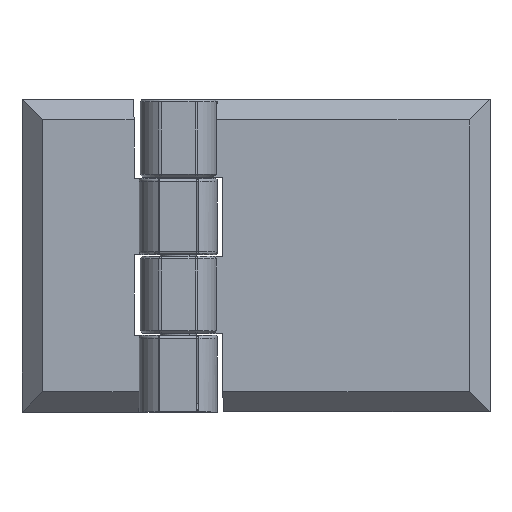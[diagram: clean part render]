
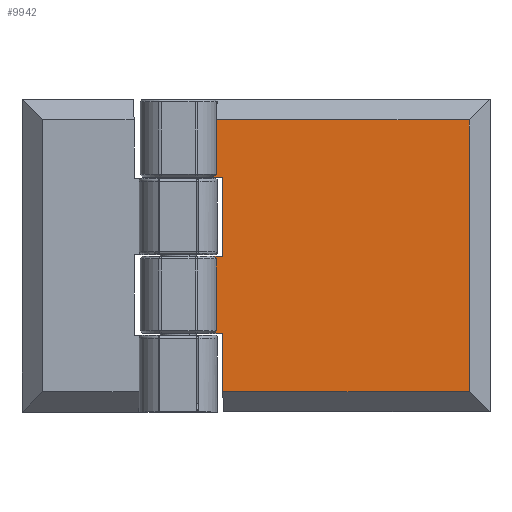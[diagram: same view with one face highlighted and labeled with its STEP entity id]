
A CAD part, top view. The second image highlights one B-rep face of the part: STEP entity #9942.
In plain terms, the highlighted planar face has unit normal (0, 0, 1).
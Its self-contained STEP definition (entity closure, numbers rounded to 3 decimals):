
#437 = CARTESIAN_POINT ( 'NONE',  ( 36.25, -0.1, 3.999 ) ) ;
#448 = ORIENTED_EDGE ( 'NONE', *, *, #6701, .T. ) ;
#471 = VECTOR ( 'NONE', #3064, 1000. ) ;
#499 = VERTEX_POINT ( 'NONE', #8014 ) ;
#952 = VERTEX_POINT ( 'NONE', #14298 ) ;
#984 = ORIENTED_EDGE ( 'NONE', *, *, #18552, .T. ) ;
#1285 = LINE ( 'NONE', #3304, #13293 ) ;
#1517 = EDGE_CURVE ( 'NONE', #8374, #499, #14870, .T. ) ;
#1558 = CARTESIAN_POINT ( 'NONE',  ( 24.481, -41.451, 3.999 ) ) ;
#1578 = VECTOR ( 'NONE', #12138, 1000. ) ;
#1630 = VERTEX_POINT ( 'NONE', #10906 ) ;
#1828 = CARTESIAN_POINT ( 'NONE',  ( -15.179, 15.15, 3.999 ) ) ;
#2063 = CARTESIAN_POINT ( 'NONE',  ( 32.25, -26.135, 3.999 ) ) ;
#2338 = LINE ( 'NONE', #16581, #17431 ) ;
#2907 = CARTESIAN_POINT ( 'NONE',  ( -16.896, 15.15, 3.999 ) ) ;
#2920 = ORIENTED_EDGE ( 'NONE', *, *, #8412, .T. ) ;
#2997 = ORIENTED_EDGE ( 'NONE', *, *, #19344, .T. ) ;
#3064 = DIRECTION ( 'NONE',  ( 0., -1., 0. ) ) ;
#3072 = DIRECTION ( 'NONE',  ( 1., 0., 0. ) ) ;
#3181 = CARTESIAN_POINT ( 'NONE',  ( 36.25, -29.675, 3.999 ) ) ;
#3304 = CARTESIAN_POINT ( 'NONE',  ( -16.396, -29.675, 3.999 ) ) ;
#3409 = ORIENTED_EDGE ( 'NONE', *, *, #6444, .F. ) ;
#3507 = LINE ( 'NONE', #437, #4579 ) ;
#3561 = EDGE_CURVE ( 'NONE', #20541, #19991, #13289, .T. ) ;
#3848 = VERTEX_POINT ( 'NONE', #17698 ) ;
#4524 = LINE ( 'NONE', #1558, #19561 ) ;
#4579 = VECTOR ( 'NONE', #15087, 1000. ) ;
#4607 = VECTOR ( 'NONE', #11101, 1000. ) ;
#4699 = ORIENTED_EDGE ( 'NONE', *, *, #1517, .T. ) ;
#4825 = EDGE_CURVE ( 'NONE', #20893, #20057, #3507, .T. ) ;
#4867 = CARTESIAN_POINT ( 'NONE',  ( 32.25, 26.135, 3.999 ) ) ;
#5510 = CARTESIAN_POINT ( 'NONE',  ( 36.25, -14.95, 3.999 ) ) ;
#5647 = LINE ( 'NONE', #5956, #1578 ) ;
#5898 = CARTESIAN_POINT ( 'NONE',  ( -12.719, 19.324, 3.999 ) ) ;
#5956 = CARTESIAN_POINT ( 'NONE',  ( 36.25, 26.135, 3.999 ) ) ;
#6252 = LINE ( 'NONE', #11451, #471 ) ;
#6444 = EDGE_CURVE ( 'NONE', #8374, #19450, #20054, .T. ) ;
#6701 = EDGE_CURVE ( 'NONE', #3848, #14336, #20443, .T. ) ;
#6849 = VECTOR ( 'NONE', #15085, 1000. ) ;
#6870 = CARTESIAN_POINT ( 'NONE',  ( -15.179, -0.1, 3.999 ) ) ;
#6957 = EDGE_CURVE ( 'NONE', #499, #20541, #16322, .T. ) ;
#7895 = LINE ( 'NONE', #9591, #14133 ) ;
#8014 = CARTESIAN_POINT ( 'NONE',  ( -15.179, -26.135, 3.999 ) ) ;
#8044 = DIRECTION ( 'NONE',  ( 0.707, -0.707, 0. ) ) ;
#8279 = ORIENTED_EDGE ( 'NONE', *, *, #6957, .T. ) ;
#8374 = VERTEX_POINT ( 'NONE', #10746 ) ;
#8412 = EDGE_CURVE ( 'NONE', #952, #3848, #11174, .T. ) ;
#8935 = CARTESIAN_POINT ( 'NONE',  ( -16.896, -14.95, 3.999 ) ) ;
#9021 = DIRECTION ( 'NONE',  ( -1., 0., 0. ) ) ;
#9373 = CARTESIAN_POINT ( 'NONE',  ( -16.396, -29.675, 3.999 ) ) ;
#9377 = CARTESIAN_POINT ( 'NONE',  ( -16.396, -0.6, 3.999 ) ) ;
#9462 = VERTEX_POINT ( 'NONE', #9377 ) ;
#9591 = CARTESIAN_POINT ( 'NONE',  ( 36.25, 15.15, 3.999 ) ) ;
#9658 = DIRECTION ( 'NONE',  ( 0., 0., -1. ) ) ;
#9938 = DIRECTION ( 'NONE',  ( 1., 0., 0. ) ) ;
#9942 = ADVANCED_FACE ( 'NONE', ( #14751 ), #12750, .F. ) ;
#10746 = CARTESIAN_POINT ( 'NONE',  ( -15.179, -14.95, 3.999 ) ) ;
#10818 = ORIENTED_EDGE ( 'NONE', *, *, #11381, .T. ) ;
#10906 = CARTESIAN_POINT ( 'NONE',  ( -16.396, -14.45, 3.999 ) ) ;
#11101 = DIRECTION ( 'NONE',  ( -0.707, -0.707, 0. ) ) ;
#11147 = VECTOR ( 'NONE', #12677, 1000. ) ;
#11174 = LINE ( 'NONE', #9373, #11147 ) ;
#11381 = EDGE_CURVE ( 'NONE', #20893, #9462, #4524, .T. ) ;
#11451 = CARTESIAN_POINT ( 'NONE',  ( -15.179, -29.675, 3.999 ) ) ;
#11533 = CARTESIAN_POINT ( 'NONE',  ( 36.25, -26.135, 3.999 ) ) ;
#11986 = CARTESIAN_POINT ( 'NONE',  ( -15.179, -29.675, 3.999 ) ) ;
#12138 = DIRECTION ( 'NONE',  ( -1., 0., 0. ) ) ;
#12156 = ORIENTED_EDGE ( 'NONE', *, *, #20825, .T. ) ;
#12677 = DIRECTION ( 'NONE',  ( 0., -1., 0. ) ) ;
#12750 = PLANE ( 'NONE',  #14523 ) ;
#13224 = ORIENTED_EDGE ( 'NONE', *, *, #3561, .T. ) ;
#13289 = LINE ( 'NONE', #18161, #14494 ) ;
#13293 = VECTOR ( 'NONE', #20707, 1000. ) ;
#13771 = EDGE_LOOP ( 'NONE', ( #17491, #10818, #12156, #16347, #3409, #4699, #8279, #13224, #984, #2920, #448, #2997, #16806 ) ) ;
#14133 = VECTOR ( 'NONE', #19144, 1000. ) ;
#14298 = CARTESIAN_POINT ( 'NONE',  ( -16.396, 26.135, 3.999 ) ) ;
#14336 = VERTEX_POINT ( 'NONE', #2907 ) ;
#14494 = VECTOR ( 'NONE', #19537, 1000. ) ;
#14523 = AXIS2_PLACEMENT_3D ( 'NONE', #3181, #9658, #3072 ) ;
#14534 = VECTOR ( 'NONE', #9938, 1000. ) ;
#14751 = FACE_OUTER_BOUND ( 'NONE', #13771, .T. ) ;
#14870 = LINE ( 'NONE', #11986, #6849 ) ;
#15005 = EDGE_CURVE ( 'NONE', #1630, #19450, #2338, .T. ) ;
#15085 = DIRECTION ( 'NONE',  ( 0., -1., 0. ) ) ;
#15087 = DIRECTION ( 'NONE',  ( 1., 0., 0. ) ) ;
#15811 = VECTOR ( 'NONE', #9021, 1000. ) ;
#16191 = EDGE_CURVE ( 'NONE', #17110, #20057, #6252, .T. ) ;
#16322 = LINE ( 'NONE', #11533, #14534 ) ;
#16347 = ORIENTED_EDGE ( 'NONE', *, *, #15005, .T. ) ;
#16581 = CARTESIAN_POINT ( 'NONE',  ( 2.331, 4.265, 3.999 ) ) ;
#16806 = ORIENTED_EDGE ( 'NONE', *, *, #16191, .T. ) ;
#17110 = VERTEX_POINT ( 'NONE', #1828 ) ;
#17431 = VECTOR ( 'NONE', #18594, 1000. ) ;
#17491 = ORIENTED_EDGE ( 'NONE', *, *, #4825, .F. ) ;
#17698 = CARTESIAN_POINT ( 'NONE',  ( -16.396, 15.65, 3.999 ) ) ;
#18161 = CARTESIAN_POINT ( 'NONE',  ( 32.25, -29.675, 3.999 ) ) ;
#18271 = CARTESIAN_POINT ( 'NONE',  ( -16.896, -0.1, 3.999 ) ) ;
#18552 = EDGE_CURVE ( 'NONE', #19991, #952, #5647, .T. ) ;
#18594 = DIRECTION ( 'NONE',  ( -0.707, -0.707, 0. ) ) ;
#19144 = DIRECTION ( 'NONE',  ( 1., 0., 0. ) ) ;
#19344 = EDGE_CURVE ( 'NONE', #14336, #17110, #7895, .T. ) ;
#19450 = VERTEX_POINT ( 'NONE', #8935 ) ;
#19537 = DIRECTION ( 'NONE',  ( 0., 1., 0. ) ) ;
#19561 = VECTOR ( 'NONE', #8044, 1000. ) ;
#19991 = VERTEX_POINT ( 'NONE', #4867 ) ;
#20054 = LINE ( 'NONE', #5510, #15811 ) ;
#20057 = VERTEX_POINT ( 'NONE', #6870 ) ;
#20443 = LINE ( 'NONE', #5898, #4607 ) ;
#20541 = VERTEX_POINT ( 'NONE', #2063 ) ;
#20707 = DIRECTION ( 'NONE',  ( 0., -1., 0. ) ) ;
#20825 = EDGE_CURVE ( 'NONE', #9462, #1630, #1285, .T. ) ;
#20893 = VERTEX_POINT ( 'NONE', #18271 ) ;
